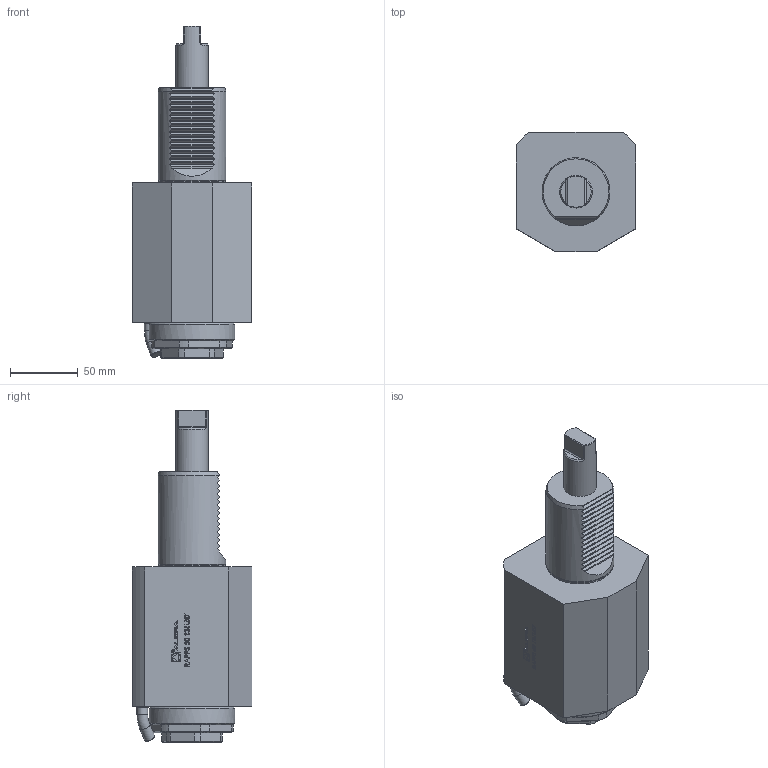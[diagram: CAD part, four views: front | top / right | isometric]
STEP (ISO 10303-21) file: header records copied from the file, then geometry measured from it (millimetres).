
FILE_DESCRIPTION (( 'STEP AP214' ), '1' );
FILE_NAME ('RAPPS50131UE7.STEP', '2025-01-15T12:45:48', ( '' ), ( '' ), 'SwSTEP 2.0', 'SolidWorks 2023', '' );
FILE_SCHEMA (( 'AUTOMOTIVE_DESIGN' ));
Length unit declared in the file: millimetre
Products named in the file (1): RAPPS50131UE7
Bounding box: 88 x 88 x 244.25 mm (x, y, z)
Volume: 952024.4 mm3; surface area: 67872.9 mm2
Topology: 1 solids, 1 shells, 458 faces, 1199 edges, 784 vertices
Faces by surface type: plane 291, bspline 79, cylinder 64, cone 20, torus 3, sphere 1
Full cylindrical faces by diameter (mm): 1.7 x1, 2.1 x1, 6.366 x1, 8 x2, 24 x1, 49.2 x1, 50 x1, 55 x1, 63 x1
Entity records: 21830 total; most frequent: CARTESIAN_POINT 8312, ORIENTED_EDGE 2352, DIRECTION 1776, EDGE_CURVE 1176, VERTEX_POINT 777, VECTOR 766, LINE 766, EDGE_LOOP 515
